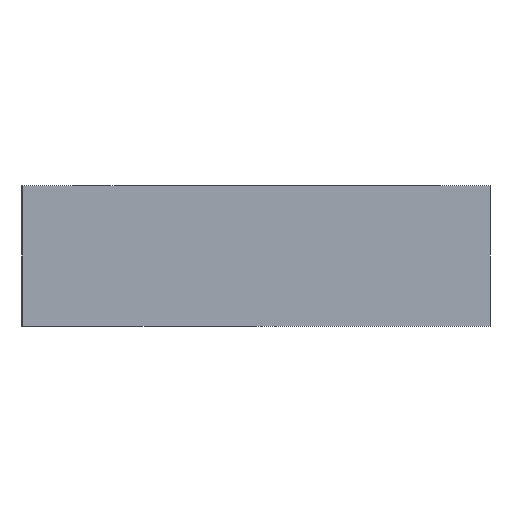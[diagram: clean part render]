
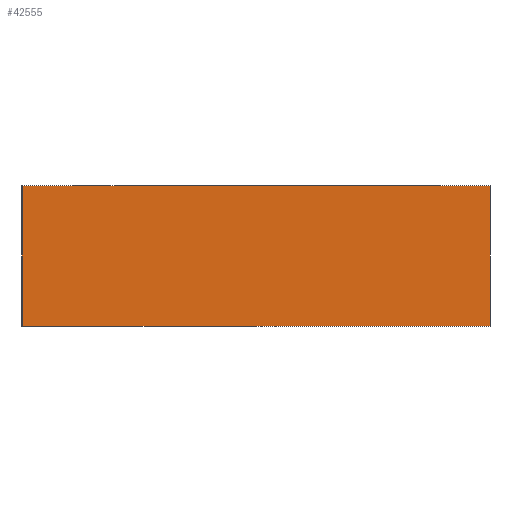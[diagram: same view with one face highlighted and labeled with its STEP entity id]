
A CAD part, front view. The second image highlights one B-rep face of the part: STEP entity #42555.
In plain terms, the highlighted planar face has unit normal (0, -1, 0).
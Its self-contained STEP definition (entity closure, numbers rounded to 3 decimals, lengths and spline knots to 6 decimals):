
#9568=ORIENTED_EDGE('',*,*,#18210,.T.);
#9569=ORIENTED_EDGE('',*,*,#18211,.F.);
#9570=ORIENTED_EDGE('',*,*,#17057,.F.);
#9571=ORIENTED_EDGE('',*,*,#18208,.T.);
#17057=EDGE_CURVE('',#22061,#22063,#26563,.T.);
#18208=EDGE_CURVE('',#22061,#23020,#27623,.T.);
#18210=EDGE_CURVE('',#23020,#23022,#27625,.T.);
#18211=EDGE_CURVE('',#22063,#23022,#27626,.T.);
#22061=VERTEX_POINT('',#65935);
#22063=VERTEX_POINT('',#65938);
#23020=VERTEX_POINT('',#68457);
#23022=VERTEX_POINT('',#68463);
#26563=LINE('',#65937,#31647);
#27623=LINE('',#68459,#32707);
#27625=LINE('',#68462,#32709);
#27626=LINE('',#68464,#32710);
#31647=VECTOR('',#52141,1.);
#32707=VECTOR('',#53661,1.);
#32709=VECTOR('',#53665,1.);
#32710=VECTOR('',#53666,1.);
#35606=EDGE_LOOP('',(#9568,#9569,#9570,#9571));
#38140=FACE_BOUND('',#35606,.T.);
#40393=PLANE('',#46375);
#42555=ADVANCED_FACE('',(#38140),#40393,.F.);
#46375=AXIS2_PLACEMENT_3D('',#68461,#53663,#53664);
#52141=DIRECTION('',(1.,0.,0.));
#53661=DIRECTION('',(0.,0.,-1.));
#53663=DIRECTION('',(0.,1.,0.));
#53664=DIRECTION('',(0.,0.,1.));
#53665=DIRECTION('',(1.,0.,0.));
#53666=DIRECTION('',(0.,0.,-1.));
#65935=CARTESIAN_POINT('',(0.,0.,0.015));
#65937=CARTESIAN_POINT('',(0.025,0.,0.015));
#65938=CARTESIAN_POINT('',(0.05,0.,0.015));
#68457=CARTESIAN_POINT('',(0.,0.,0.));
#68459=CARTESIAN_POINT('',(0.,0.,0.015));
#68461=CARTESIAN_POINT('',(0.025,0.,0.015));
#68462=CARTESIAN_POINT('',(0.025,0.,0.));
#68463=CARTESIAN_POINT('',(0.05,0.,0.));
#68464=CARTESIAN_POINT('',(0.05,0.,0.015));
